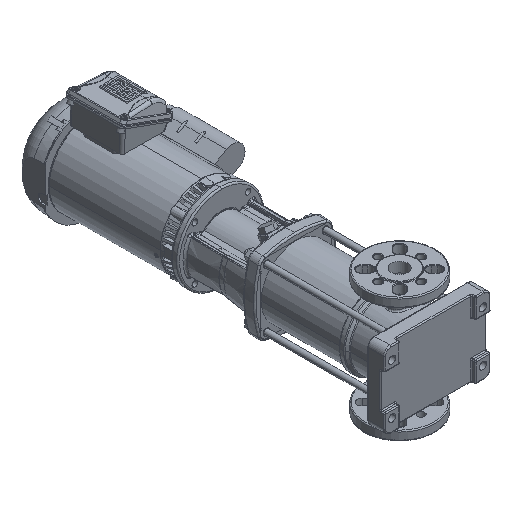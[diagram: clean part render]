
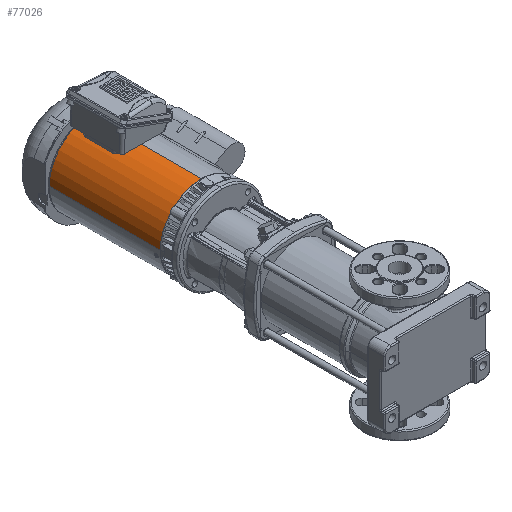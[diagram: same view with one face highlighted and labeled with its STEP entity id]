
A CAD part, isometric view. The second image highlights one B-rep face of the part: STEP entity #77026.
In plain terms, the highlighted cylindrical face has radius 81.875 mm (diameter 163.75 mm), a partial arc.
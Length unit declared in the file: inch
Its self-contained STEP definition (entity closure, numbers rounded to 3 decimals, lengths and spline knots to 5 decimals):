
#1864 = CARTESIAN_POINT ( 'NONE',  ( -8.66142, -3.22343, 0.00056 ) ) ;
#12391 = ORIENTED_EDGE ( 'NONE', *, *, #50320, .T. ) ;
#14367 = DIRECTION ( 'NONE',  ( 1., 0., 0. ) ) ;
#21752 = FACE_OUTER_BOUND ( 'NONE', #42825, .T. ) ;
#22851 = VECTOR ( 'NONE', #68372, 39.37008 ) ;
#24078 = CIRCLE ( 'NONE', #57007, 3.22343 ) ;
#24854 = VERTEX_POINT ( 'NONE', #35825 ) ;
#27866 = ORIENTED_EDGE ( 'NONE', *, *, #46897, .T. ) ;
#32202 = DIRECTION ( 'NONE',  ( -1., 0., 0. ) ) ;
#35434 = VERTEX_POINT ( 'NONE', #1864 ) ;
#35825 = CARTESIAN_POINT ( 'NONE',  ( 0., 0., 3.22343 ) ) ;
#37031 = ORIENTED_EDGE ( 'NONE', *, *, #95623, .F. ) ;
#40926 = DIRECTION ( 'NONE',  ( 0., 0., 1. ) ) ;
#41848 = DIRECTION ( 'NONE',  ( 0., 0., -1. ) ) ;
#42113 = CARTESIAN_POINT ( 'NONE',  ( -8.66142, 0., 3.22343 ) ) ;
#42212 = ORIENTED_EDGE ( 'NONE', *, *, #60726, .T. ) ;
#42825 = EDGE_LOOP ( 'NONE', ( #42212, #27866, #12391, #37031 ) ) ;
#46897 = EDGE_CURVE ( 'NONE', #24854, #88835, #107120, .T. ) ;
#50320 = EDGE_CURVE ( 'NONE', #88835, #35434, #24078, .T. ) ;
#51519 = VECTOR ( 'NONE', #32202, 39.37008 ) ;
#52049 = CARTESIAN_POINT ( 'NONE',  ( 0., -3.22343, 0.00056 ) ) ;
#53766 = VERTEX_POINT ( 'NONE', #52049 ) ;
#54850 = DIRECTION ( 'NONE',  ( -1., 0., 0. ) ) ;
#57007 = AXIS2_PLACEMENT_3D ( 'NONE', #57203, #14367, #40926 ) ;
#57203 = CARTESIAN_POINT ( 'NONE',  ( -8.66142, 0., 0. ) ) ;
#59162 = CARTESIAN_POINT ( 'NONE',  ( 21.79335, -3.22343, 0.00056 ) ) ;
#60726 = EDGE_CURVE ( 'NONE', #53766, #24854, #76737, .T. ) ;
#63576 = AXIS2_PLACEMENT_3D ( 'NONE', #86373, #54850, #86914 ) ;
#64650 = AXIS2_PLACEMENT_3D ( 'NONE', #92310, #65723, #41848 ) ;
#65723 = DIRECTION ( 'NONE',  ( -1., 0., 0. ) ) ;
#67430 = CARTESIAN_POINT ( 'NONE',  ( 21.79335, 0., 3.22343 ) ) ;
#68372 = DIRECTION ( 'NONE',  ( -1., 0., 0. ) ) ;
#76737 = CIRCLE ( 'NONE', #64650, 3.22343 ) ;
#77026 = ADVANCED_FACE ( 'NONE', ( #21752 ), #87439, .T. ) ;
#86373 = CARTESIAN_POINT ( 'NONE',  ( 21.79335, 0., 0. ) ) ;
#86914 = DIRECTION ( 'NONE',  ( 0., 0., 1. ) ) ;
#87439 = CYLINDRICAL_SURFACE ( 'NONE', #63576, 3.22343 ) ;
#88835 = VERTEX_POINT ( 'NONE', #42113 ) ;
#92276 = LINE ( 'NONE', #59162, #22851 ) ;
#92310 = CARTESIAN_POINT ( 'NONE',  ( 0., 0., 0. ) ) ;
#95623 = EDGE_CURVE ( 'NONE', #53766, #35434, #92276, .T. ) ;
#107120 = LINE ( 'NONE', #67430, #51519 ) ;
